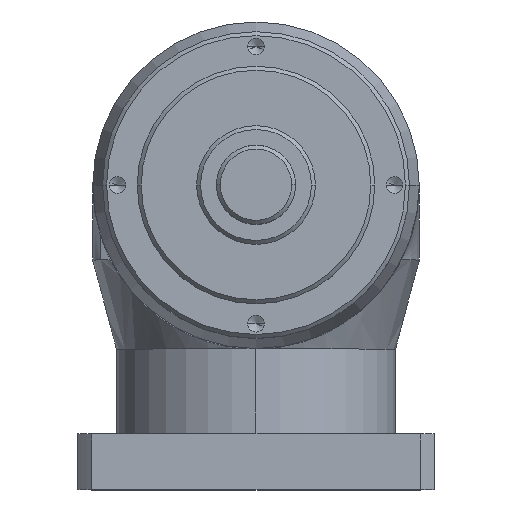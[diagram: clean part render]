
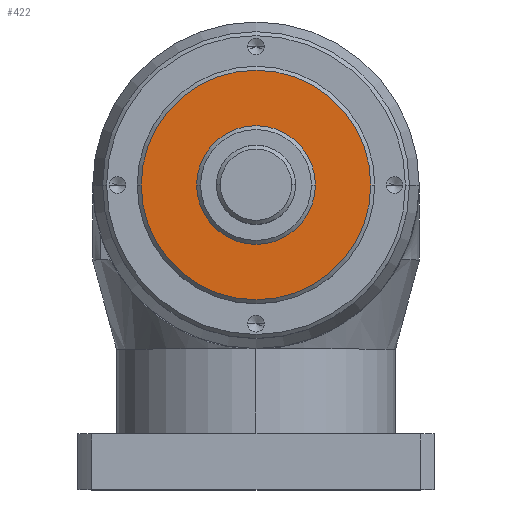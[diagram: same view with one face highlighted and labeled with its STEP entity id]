
A CAD part, top view. The second image highlights one B-rep face of the part: STEP entity #422.
In plain terms, the highlighted planar face has unit normal (0, 0, 1).
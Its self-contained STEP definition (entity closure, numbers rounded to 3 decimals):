
#5 = EDGE_CURVE ( 'NONE', #2072, #2721, #661, .T. ) ;
#22 = VERTEX_POINT ( 'NONE', #943 ) ;
#233 = DIRECTION ( 'NONE',  ( 0., 0., 1. ) ) ;
#290 = PLANE ( 'NONE',  #822 ) ;
#420 = DIRECTION ( 'NONE',  ( 1., 0., 0. ) ) ;
#422 = ADVANCED_FACE ( 'NONE', ( #2945, #1955 ), #290, .T. ) ;
#593 = AXIS2_PLACEMENT_3D ( 'NONE', #948, #2047, #2020 ) ;
#661 = CIRCLE ( 'NONE', #2078, 30. ) ;
#674 = CARTESIAN_POINT ( 'NONE',  ( 0., 0., 178.7 ) ) ;
#822 = AXIS2_PLACEMENT_3D ( 'NONE', #1670, #233, #420 ) ;
#823 = DIRECTION ( 'NONE',  ( 1., 0., 0. ) ) ;
#829 = DIRECTION ( 'NONE',  ( 0., 0., 1. ) ) ;
#881 = CARTESIAN_POINT ( 'NONE',  ( 58., 0., 178.7 ) ) ;
#943 = CARTESIAN_POINT ( 'NONE',  ( -58., 0., 178.7 ) ) ;
#948 = CARTESIAN_POINT ( 'NONE',  ( 0., 0., 178.7 ) ) ;
#950 = CIRCLE ( 'NONE', #1005, 58. ) ;
#975 = ORIENTED_EDGE ( 'NONE', *, *, #5, .F. ) ;
#1001 = CARTESIAN_POINT ( 'NONE',  ( 0., 0., 178.7 ) ) ;
#1005 = AXIS2_PLACEMENT_3D ( 'NONE', #1001, #829, #823 ) ;
#1104 = DIRECTION ( 'NONE',  ( 0., 0., 1. ) ) ;
#1107 = ORIENTED_EDGE ( 'NONE', *, *, #1993, .T. ) ;
#1112 = EDGE_LOOP ( 'NONE', ( #2243, #1107 ) ) ;
#1183 = DIRECTION ( 'NONE',  ( 0., 0., 1. ) ) ;
#1296 = CARTESIAN_POINT ( 'NONE',  ( -30., 0., 178.7 ) ) ;
#1298 = CARTESIAN_POINT ( 'NONE',  ( 0., 0., 178.7 ) ) ;
#1310 = CIRCLE ( 'NONE', #593, 30. ) ;
#1462 = EDGE_LOOP ( 'NONE', ( #1683, #975 ) ) ;
#1670 = CARTESIAN_POINT ( 'NONE',  ( 0., 0., 178.7 ) ) ;
#1683 = ORIENTED_EDGE ( 'NONE', *, *, #1946, .F. ) ;
#1778 = VERTEX_POINT ( 'NONE', #881 ) ;
#1946 = EDGE_CURVE ( 'NONE', #2721, #2072, #1310, .T. ) ;
#1955 = FACE_BOUND ( 'NONE', #1462, .T. ) ;
#1993 = EDGE_CURVE ( 'NONE', #1778, #22, #2958, .T. ) ;
#2020 = DIRECTION ( 'NONE',  ( 1., 0., 0. ) ) ;
#2047 = DIRECTION ( 'NONE',  ( 0., 0., 1. ) ) ;
#2072 = VERTEX_POINT ( 'NONE', #2639 ) ;
#2078 = AXIS2_PLACEMENT_3D ( 'NONE', #1298, #1183, #2424 ) ;
#2243 = ORIENTED_EDGE ( 'NONE', *, *, #2975, .T. ) ;
#2350 = DIRECTION ( 'NONE',  ( 1., 0., 0. ) ) ;
#2424 = DIRECTION ( 'NONE',  ( 1., 0., 0. ) ) ;
#2529 = AXIS2_PLACEMENT_3D ( 'NONE', #674, #1104, #2350 ) ;
#2639 = CARTESIAN_POINT ( 'NONE',  ( 30., 0., 178.7 ) ) ;
#2721 = VERTEX_POINT ( 'NONE', #1296 ) ;
#2945 = FACE_OUTER_BOUND ( 'NONE', #1112, .T. ) ;
#2958 = CIRCLE ( 'NONE', #2529, 58. ) ;
#2975 = EDGE_CURVE ( 'NONE', #22, #1778, #950, .T. ) ;
